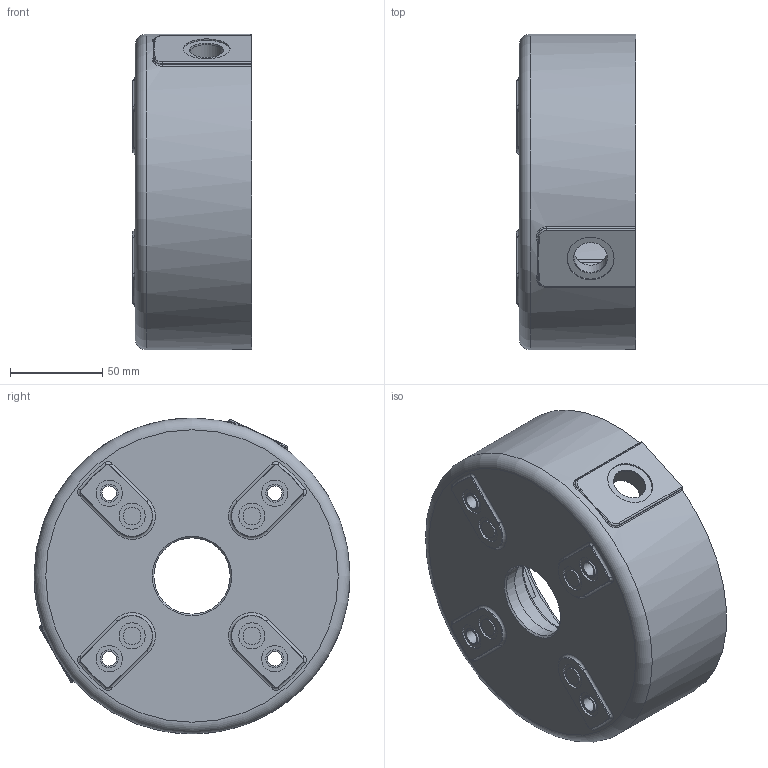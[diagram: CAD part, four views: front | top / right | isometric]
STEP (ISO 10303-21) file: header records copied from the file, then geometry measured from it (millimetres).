
FILE_DESCRIPTION(/* description */ ('3" WET SEAL RESERVOIR'),/* implementation_level */ '2;1');
FILE_NAME(/* name */ '12201W.stp',/* time_stamp */ '2017-04-06T10:22:04-04:00',/* author */ ('MJC'),/* organization */ (''),/* preprocessor_version */ 'ST-DEVELOPER v16.5',/* originating_system */ 'Autodesk Inventor 2017',/* authorisation */ '');
FILE_SCHEMA (('AUTOMOTIVE_DESIGN { 1 0 10303 214 3 1 1 }'));
Length unit declared in the file: inch
Products named in the file (4): 12201W; 12201WZ; 12201WY; 12201WX
Assembly tree (3 placements, depth 4):
  12201W
    12201WZ
      12201WY
        12201WX
Bounding box: 65.11 x 171.45 x 171.45 mm (x, y, z)
Volume: 555354.2 mm3; surface area: 122549.9 mm2
Topology: 1 solids, 1 shells, 667 faces, 1599 edges, 928 vertices
Faces by surface type: cylinder 200, bspline 199, torus 115, plane 102, sphere 42, cone 9
Full cylindrical faces by diameter (mm): 1.905 x1, 7.938 x4, 9.677 x8, 14.249 x8, 18.256 x2, 25.527 x2, 41.402 x1, 52.324 x1, 153.67 x1, 158.09 x1, 171.45 x1
Entity records: 25143 total; most frequent: CARTESIAN_POINT 10741, ORIENTED_EDGE 3008, DIRECTION 2943, EDGE_CURVE 1504, AXIS2_PLACEMENT_3D 1318, VERTEX_POINT 906, CIRCLE 775, EDGE_LOOP 748
